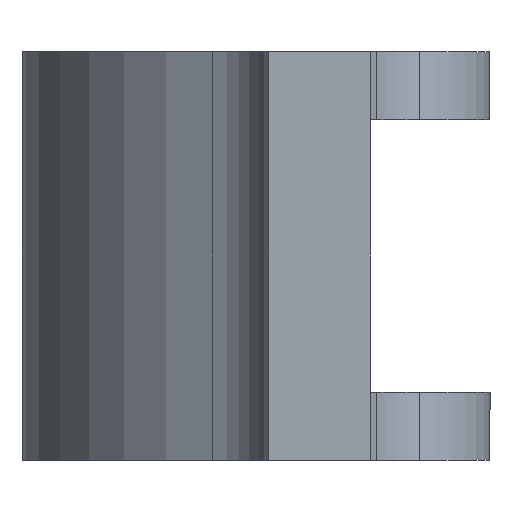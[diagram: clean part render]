
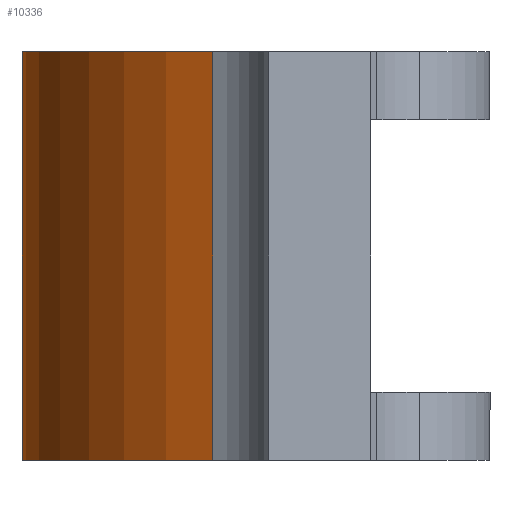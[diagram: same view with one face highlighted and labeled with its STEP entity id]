
A CAD part, front view. The second image highlights one B-rep face of the part: STEP entity #10336.
In plain terms, the highlighted cylindrical face has radius 10.25 mm (diameter 20.5 mm), a partial arc.
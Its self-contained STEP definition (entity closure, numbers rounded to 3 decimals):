
#529 = ORIENTED_EDGE ( 'NONE', *, *, #6280, .T. ) ;
#885 = CARTESIAN_POINT ( 'NONE',  ( -10.25, 0., 12. ) ) ;
#1363 = LINE ( 'NONE', #5812, #6693 ) ;
#1419 = DIRECTION ( 'NONE',  ( 0., 0., -1. ) ) ;
#1628 = EDGE_CURVE ( 'NONE', #6236, #5046, #5185, .T. ) ;
#1658 = DIRECTION ( 'NONE',  ( 0., 0., 1. ) ) ;
#2296 = EDGE_CURVE ( 'NONE', #5970, #4106, #3115, .T. ) ;
#2769 = DIRECTION ( 'NONE',  ( -1., 0., 0. ) ) ;
#2935 = AXIS2_PLACEMENT_3D ( 'NONE', #3634, #7154, #2769 ) ;
#3115 = CIRCLE ( 'NONE', #11023, 10.25 ) ;
#3493 = DIRECTION ( 'NONE',  ( 1., 0., 0. ) ) ;
#3508 = CARTESIAN_POINT ( 'NONE',  ( 0., 0., 12. ) ) ;
#3634 = CARTESIAN_POINT ( 'NONE',  ( 0., 0., 12. ) ) ;
#3763 = ORIENTED_EDGE ( 'NONE', *, *, #4192, .T. ) ;
#4106 = VERTEX_POINT ( 'NONE', #5002 ) ;
#4162 = ORIENTED_EDGE ( 'NONE', *, *, #1628, .T. ) ;
#4192 = EDGE_CURVE ( 'NONE', #5970, #6236, #1363, .T. ) ;
#4298 = CARTESIAN_POINT ( 'NONE',  ( 0., 0., 0. ) ) ;
#4504 = FACE_OUTER_BOUND ( 'NONE', #6025, .T. ) ;
#5002 = CARTESIAN_POINT ( 'NONE',  ( -4.642, -9.139, 12. ) ) ;
#5046 = VERTEX_POINT ( 'NONE', #11013 ) ;
#5174 = DIRECTION ( 'NONE',  ( 1., 0., 0. ) ) ;
#5185 = CIRCLE ( 'NONE', #9992, 10.25 ) ;
#5214 = CARTESIAN_POINT ( 'NONE',  ( -10.25, 0., 0. ) ) ;
#5301 = VECTOR ( 'NONE', #10811, 1000. ) ;
#5812 = CARTESIAN_POINT ( 'NONE',  ( -10.25, 0., 12. ) ) ;
#5970 = VERTEX_POINT ( 'NONE', #885 ) ;
#6025 = EDGE_LOOP ( 'NONE', ( #7502, #3763, #4162, #529 ) ) ;
#6236 = VERTEX_POINT ( 'NONE', #5214 ) ;
#6280 = EDGE_CURVE ( 'NONE', #5046, #4106, #10756, .T. ) ;
#6693 = VECTOR ( 'NONE', #1419, 1000. ) ;
#6843 = DIRECTION ( 'NONE',  ( 0., 0., 1. ) ) ;
#7154 = DIRECTION ( 'NONE',  ( 0., 0., -1. ) ) ;
#7502 = ORIENTED_EDGE ( 'NONE', *, *, #2296, .F. ) ;
#8940 = CYLINDRICAL_SURFACE ( 'NONE', #2935, 10.25 ) ;
#9992 = AXIS2_PLACEMENT_3D ( 'NONE', #4298, #6843, #3493 ) ;
#10336 = ADVANCED_FACE ( 'NONE', ( #4504 ), #8940, .T. ) ;
#10756 = LINE ( 'NONE', #10927, #5301 ) ;
#10811 = DIRECTION ( 'NONE',  ( 0., 0., 1. ) ) ;
#10927 = CARTESIAN_POINT ( 'NONE',  ( -4.642, -9.139, 12. ) ) ;
#11013 = CARTESIAN_POINT ( 'NONE',  ( -4.642, -9.139, 0. ) ) ;
#11023 = AXIS2_PLACEMENT_3D ( 'NONE', #3508, #1658, #5174 ) ;
